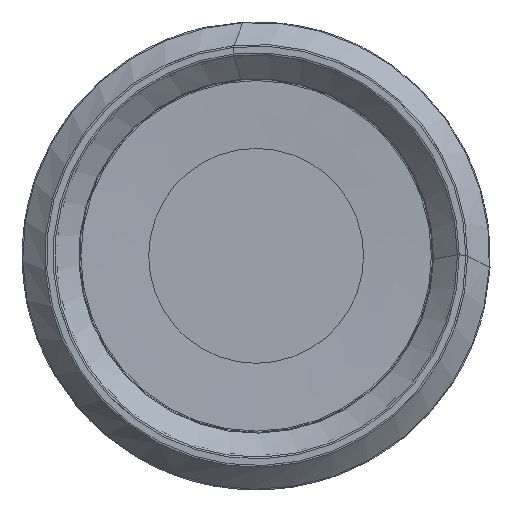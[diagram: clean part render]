
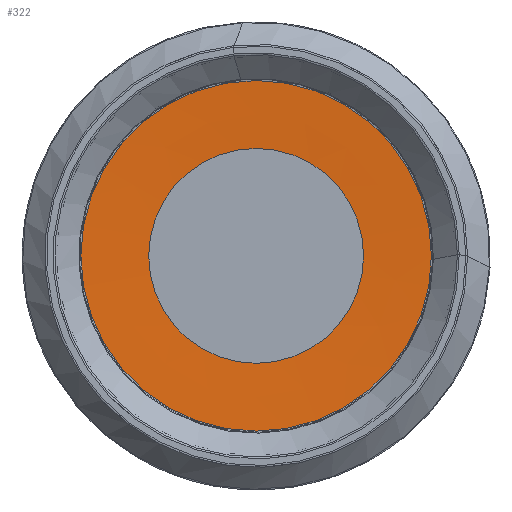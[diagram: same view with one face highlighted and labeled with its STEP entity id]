
A CAD part, left-side view. The second image highlights one B-rep face of the part: STEP entity #322.
In plain terms, the highlighted conical face has half-angle 88 degrees and reference radius 31.86 mm.
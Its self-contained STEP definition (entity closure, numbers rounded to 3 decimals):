
#64=CONICAL_SURFACE('',#930,31.86,88.);
#97=FACE_BOUND('',#450,.T.);
#98=FACE_BOUND('',#451,.T.);
#322=ADVANCED_FACE('',(#97,#98),#64,.F.);
#450=EDGE_LOOP('',(#670));
#451=EDGE_LOOP('',(#671));
#512=CIRCLE('',#927,31.86);
#513=CIRCLE('',#929,51.988);
#670=ORIENTED_EDGE('',*,*,#817,.T.);
#671=ORIENTED_EDGE('',*,*,#816,.F.);
#732=VERTEX_POINT('',#1796);
#733=VERTEX_POINT('',#1799);
#816=EDGE_CURVE('',#732,#732,#512,.T.);
#817=EDGE_CURVE('',#733,#733,#513,.T.);
#927=AXIS2_PLACEMENT_3D('',#1795,#1100,#1101);
#929=AXIS2_PLACEMENT_3D('',#1798,#1104,#1105);
#930=AXIS2_PLACEMENT_3D('',#1800,#1106,#1107);
#1100=DIRECTION('',(-1.,0.,0.));
#1101=DIRECTION('',(0.,0.,1.));
#1104=DIRECTION('',(-1.,0.,0.));
#1105=DIRECTION('',(0.,0.,1.));
#1106=DIRECTION('',(-1.,0.,0.));
#1107=DIRECTION('',(0.,0.,1.));
#1795=CARTESIAN_POINT('',(7.734,0.,0.));
#1796=CARTESIAN_POINT('',(7.734,0.,31.86));
#1798=CARTESIAN_POINT('',(7.031,0.,0.));
#1799=CARTESIAN_POINT('',(7.031,0.,51.988));
#1800=CARTESIAN_POINT('',(7.734,0.,0.));
